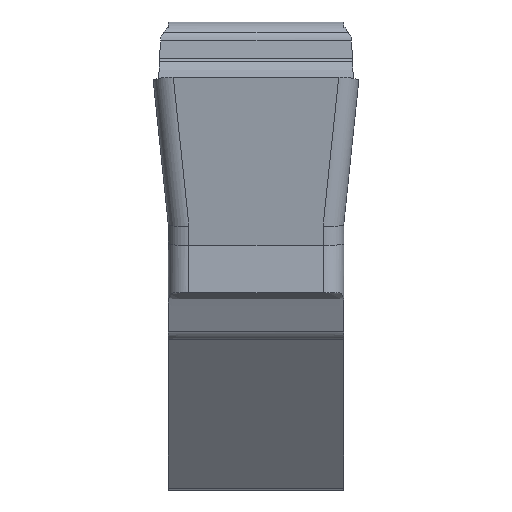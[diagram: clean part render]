
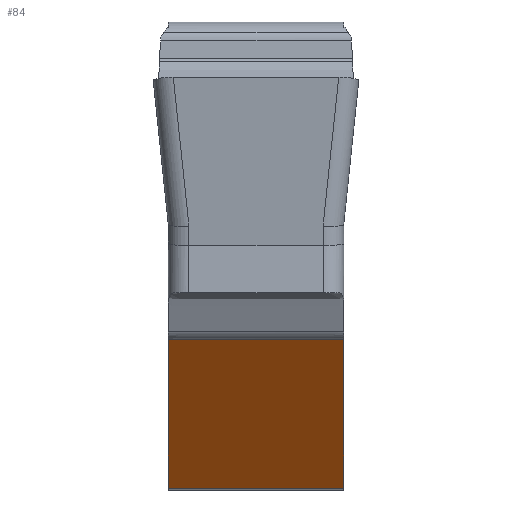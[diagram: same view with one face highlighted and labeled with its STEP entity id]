
A CAD part, front view. The second image highlights one B-rep face of the part: STEP entity #84.
In plain terms, the highlighted planar face has unit normal (0, -0.342, -0.94).
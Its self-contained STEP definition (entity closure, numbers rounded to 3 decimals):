
#84=ADVANCED_FACE('',(#140),#111,.T.);
#111=PLANE('',#856);
#140=FACE_OUTER_BOUND('',#179,.T.);
#179=EDGE_LOOP('',(#517,#518,#519,#520));
#236=LINE('',#1217,#297);
#242=LINE('',#1254,#303);
#287=LINE('',#1512,#350);
#288=LINE('',#1514,#351);
#297=VECTOR('',#897,1.);
#303=VECTOR('',#915,1.);
#350=VECTOR('',#1040,1.);
#351=VECTOR('',#1043,1.);
#517=ORIENTED_EDGE('',*,*,#743,.T.);
#518=ORIENTED_EDGE('',*,*,#661,.T.);
#519=ORIENTED_EDGE('',*,*,#744,.F.);
#520=ORIENTED_EDGE('',*,*,#673,.T.);
#589=VERTEX_POINT('',#1216);
#590=VERTEX_POINT('',#1218);
#601=VERTEX_POINT('',#1253);
#602=VERTEX_POINT('',#1255);
#661=EDGE_CURVE('',#590,#589,#236,.T.);
#673=EDGE_CURVE('',#602,#601,#242,.T.);
#743=EDGE_CURVE('',#601,#590,#287,.T.);
#744=EDGE_CURVE('',#602,#589,#288,.T.);
#856=AXIS2_PLACEMENT_3D('',#1515,#1044,#1045);
#897=DIRECTION('',(0.,-0.94,0.342));
#915=DIRECTION('',(0.,0.94,-0.342));
#1040=DIRECTION('',(1.,0.,0.));
#1043=DIRECTION('',(1.,0.,0.));
#1044=DIRECTION('',(0.,-0.342,-0.94));
#1045=DIRECTION('',(0.,0.94,-0.342));
#1216=CARTESIAN_POINT('',(1.7,-4.815,-5.083));
#1217=CARTESIAN_POINT('',(1.7,-2.197,-6.036));
#1218=CARTESIAN_POINT('',(1.7,3.099,-7.964));
#1253=CARTESIAN_POINT('',(-1.7,3.099,-7.964));
#1254=CARTESIAN_POINT('',(-1.7,-2.197,-6.036));
#1255=CARTESIAN_POINT('',(-1.7,-4.815,-5.083));
#1512=CARTESIAN_POINT('',(-2.35,3.099,-7.964));
#1514=CARTESIAN_POINT('',(-2.35,-4.815,-5.083));
#1515=CARTESIAN_POINT('',(-2.35,-4.815,-5.083));
